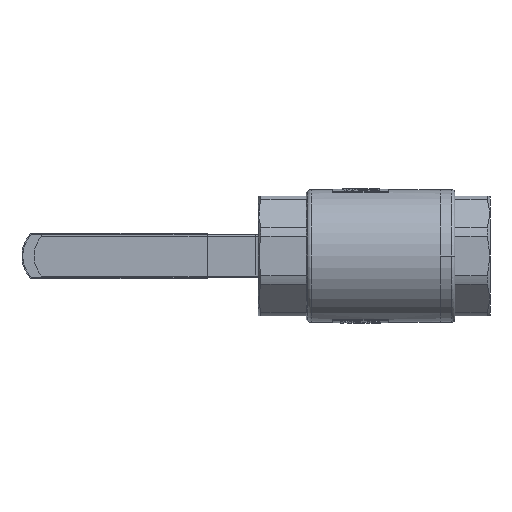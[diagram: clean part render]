
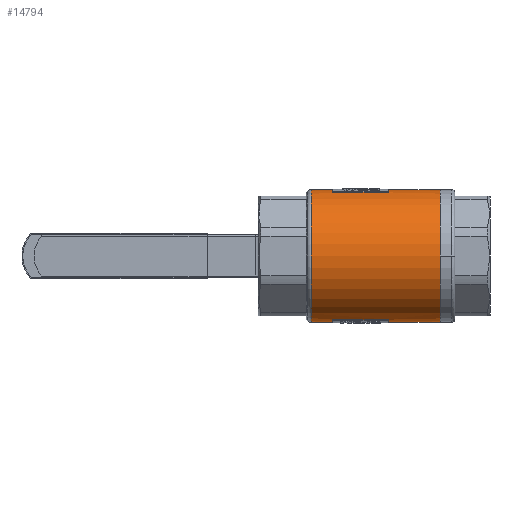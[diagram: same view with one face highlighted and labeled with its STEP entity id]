
A CAD part, front view. The second image highlights one B-rep face of the part: STEP entity #14794.
In plain terms, the highlighted cylindrical face has radius 41.5 mm (diameter 83 mm), a partial arc.
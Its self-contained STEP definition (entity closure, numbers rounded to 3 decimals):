
#1008=CYLINDRICAL_SURFACE('',#15907,41.5);
#1629=CIRCLE('',#15693,41.5);
#1631=CIRCLE('',#15697,41.5);
#1635=CIRCLE('',#15704,41.5);
#1638=CIRCLE('',#15709,41.5);
#1701=CIRCLE('',#15809,41.5);
#1736=CIRCLE('',#15894,41.5);
#3663=ORIENTED_EDGE('',*,*,#7488,.F.);
#3664=ORIENTED_EDGE('',*,*,#7354,.T.);
#3665=ORIENTED_EDGE('',*,*,#7489,.T.);
#3666=ORIENTED_EDGE('',*,*,#7195,.F.);
#3667=ORIENTED_EDGE('',*,*,#7193,.T.);
#3668=ORIENTED_EDGE('',*,*,#7190,.T.);
#3669=ORIENTED_EDGE('',*,*,#7490,.T.);
#3670=ORIENTED_EDGE('',*,*,#7475,.F.);
#3671=ORIENTED_EDGE('',*,*,#7491,.F.);
#3672=ORIENTED_EDGE('',*,*,#7205,.T.);
#3673=ORIENTED_EDGE('',*,*,#7202,.F.);
#3674=ORIENTED_EDGE('',*,*,#7210,.F.);
#7190=EDGE_CURVE('',#9238,#9239,#1629,.T.);
#7193=EDGE_CURVE('',#9241,#9238,#10380,.T.);
#7195=EDGE_CURVE('',#9241,#9242,#1631,.T.);
#7202=EDGE_CURVE('',#9247,#9248,#10384,.T.);
#7205=EDGE_CURVE('',#9250,#9248,#1635,.T.);
#7210=EDGE_CURVE('',#9252,#9247,#1638,.T.);
#7354=EDGE_CURVE('',#9365,#9363,#1701,.T.);
#7475=EDGE_CURVE('',#9422,#9421,#1736,.T.);
#7488=EDGE_CURVE('',#9365,#9252,#10529,.T.);
#7489=EDGE_CURVE('',#9363,#9242,#10530,.T.);
#7490=EDGE_CURVE('',#9239,#9421,#10531,.T.);
#7491=EDGE_CURVE('',#9250,#9422,#10532,.T.);
#9238=VERTEX_POINT('',#62149);
#9239=VERTEX_POINT('',#62152);
#9241=VERTEX_POINT('',#62157);
#9242=VERTEX_POINT('',#62163);
#9247=VERTEX_POINT('',#62176);
#9248=VERTEX_POINT('',#62178);
#9250=VERTEX_POINT('',#62184);
#9252=VERTEX_POINT('',#62192);
#9363=VERTEX_POINT('',#63833);
#9365=VERTEX_POINT('',#63836);
#9421=VERTEX_POINT('',#64066);
#9422=VERTEX_POINT('',#64067);
#10380=LINE('',#62159,#11469);
#10384=LINE('',#62177,#11473);
#10529=LINE('',#64096,#11618);
#10530=LINE('',#64097,#11619);
#10531=LINE('',#64098,#11620);
#10532=LINE('',#64099,#11621);
#11469=VECTOR('',#17305,1000.);
#11473=VECTOR('',#17325,1000.);
#11618=VECTOR('',#17880,1000.);
#11619=VECTOR('',#17881,1000.);
#11620=VECTOR('',#17882,1000.);
#11621=VECTOR('',#17883,1000.);
#12749=EDGE_LOOP('',(#3663,#3664,#3665,#3666,#3667,#3668,#3669,#3670,#3671,
#3672,#3673,#3674));
#13743=FACE_BOUND('',#12749,.T.);
#14794=ADVANCED_FACE('',(#13743),#1008,.T.);
#15693=AXIS2_PLACEMENT_3D('',#62153,#17299,#17300);
#15697=AXIS2_PLACEMENT_3D('',#62162,#17310,#17311);
#15704=AXIS2_PLACEMENT_3D('',#62183,#17330,#17331);
#15709=AXIS2_PLACEMENT_3D('',#62193,#17342,#17343);
#15809=AXIS2_PLACEMENT_3D('',#63835,#17590,#17591);
#15894=AXIS2_PLACEMENT_3D('',#64068,#17845,#17846);
#15907=AXIS2_PLACEMENT_3D('',#64095,#17878,#17879);
#17299=DIRECTION('',(1.,0.,0.));
#17300=DIRECTION('',(0.,0.285,-0.958));
#17305=DIRECTION('',(1.,0.,0.));
#17310=DIRECTION('',(1.,0.,0.));
#17311=DIRECTION('',(0.,0.285,-0.958));
#17325=DIRECTION('',(1.,0.,0.));
#17330=DIRECTION('',(1.,0.,0.));
#17331=DIRECTION('',(0.,-0.285,0.958));
#17342=DIRECTION('',(1.,0.,0.));
#17343=DIRECTION('',(0.,-0.285,0.958));
#17590=DIRECTION('',(1.,0.,0.));
#17591=DIRECTION('',(0.,0.,1.));
#17845=DIRECTION('',(1.,0.,0.));
#17846=DIRECTION('',(0.,0.,-1.));
#17878=DIRECTION('',(1.,0.,0.));
#17879=DIRECTION('',(0.,0.,-1.));
#17880=DIRECTION('',(1.,0.,0.));
#17881=DIRECTION('',(1.,0.,0.));
#17882=DIRECTION('',(1.,0.,0.));
#17883=DIRECTION('',(1.,0.,0.));
#62149=CARTESIAN_POINT('',(17.5,-11.833,-39.777));
#62152=CARTESIAN_POINT('',(17.5,0.,-41.5));
#62153=CARTESIAN_POINT('',(17.5,0.,0.));
#62157=CARTESIAN_POINT('',(-17.5,-11.833,-39.777));
#62159=CARTESIAN_POINT('',(-17.5,-11.833,-39.777));
#62162=CARTESIAN_POINT('',(-17.5,0.,0.));
#62163=CARTESIAN_POINT('',(-17.5,0.,-41.5));
#62176=CARTESIAN_POINT('',(-17.5,-11.833,39.777));
#62177=CARTESIAN_POINT('',(-17.5,-11.833,39.777));
#62178=CARTESIAN_POINT('',(17.5,-11.833,39.777));
#62183=CARTESIAN_POINT('',(17.5,0.,0.));
#62184=CARTESIAN_POINT('',(17.5,0.,41.5));
#62192=CARTESIAN_POINT('',(-17.5,0.,41.5));
#62193=CARTESIAN_POINT('',(-17.5,0.,0.));
#63833=CARTESIAN_POINT('',(-30.757,0.,-41.5));
#63835=CARTESIAN_POINT('',(-30.757,0.,0.));
#63836=CARTESIAN_POINT('',(-30.757,0.,41.5));
#64066=CARTESIAN_POINT('',(50.,0.,-41.5));
#64067=CARTESIAN_POINT('',(50.,0.,41.5));
#64068=CARTESIAN_POINT('',(50.,0.,0.));
#64095=CARTESIAN_POINT('',(-64.,0.,0.));
#64096=CARTESIAN_POINT('',(-64.,0.,41.5));
#64097=CARTESIAN_POINT('',(-64.,0.,-41.5));
#64098=CARTESIAN_POINT('',(-64.,0.,-41.5));
#64099=CARTESIAN_POINT('',(-64.,0.,41.5));
